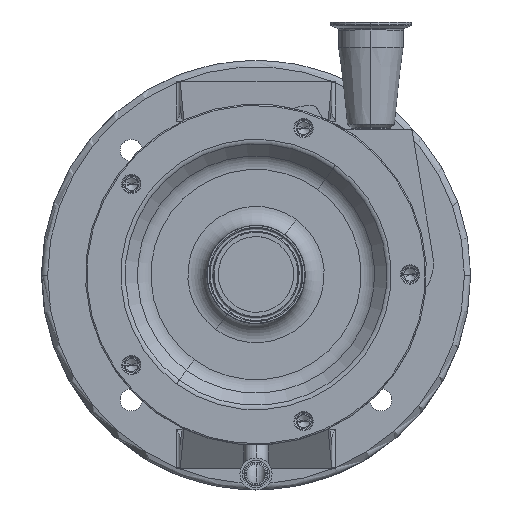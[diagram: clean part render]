
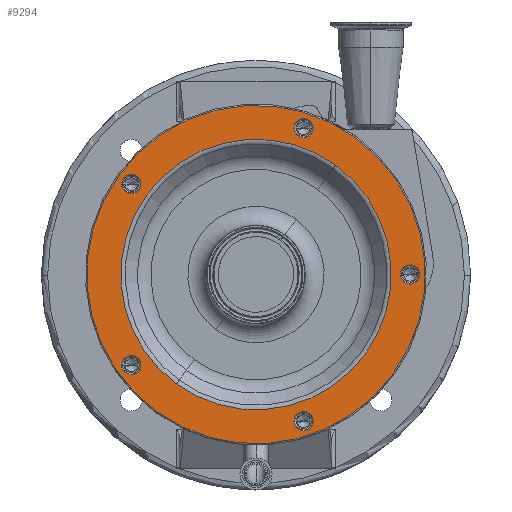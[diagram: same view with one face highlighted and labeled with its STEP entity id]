
A CAD part, top view. The second image highlights one B-rep face of the part: STEP entity #9294.
In plain terms, the highlighted planar face has unit normal (0, 0, 1).
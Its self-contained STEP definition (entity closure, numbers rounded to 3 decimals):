
#125 = AXIS2_PLACEMENT_3D ( 'NONE', #453, #1634, #13325 ) ;
#309 = EDGE_LOOP ( 'NONE', ( #4015, #4296 ) ) ;
#333 = CARTESIAN_POINT ( 'NONE',  ( 42.193, -109.845, 81. ) ) ;
#453 = CARTESIAN_POINT ( 'NONE',  ( 37.7, -116.029, 81. ) ) ;
#584 = ORIENTED_EDGE ( 'NONE', *, *, #12830, .T. ) ;
#851 = VERTEX_POINT ( 'NONE', #8818 ) ;
#1091 = ORIENTED_EDGE ( 'NONE', *, *, #2811, .T. ) ;
#1112 = DIRECTION ( 'NONE',  ( -0.588, -0.809, 0. ) ) ;
#1191 = AXIS2_PLACEMENT_3D ( 'NONE', #2599, #4744, #7922 ) ;
#1195 = EDGE_CURVE ( 'NONE', #1320, #8271, #6106, .T. ) ;
#1207 = FACE_BOUND ( 'NONE', #9314, .T. ) ;
#1237 = ORIENTED_EDGE ( 'NONE', *, *, #13516, .T. ) ;
#1320 = VERTEX_POINT ( 'NONE', #6131 ) ;
#1390 = CARTESIAN_POINT ( 'NONE',  ( 0., 0., 81. ) ) ;
#1468 = CARTESIAN_POINT ( 'NONE',  ( 33.207, -122.213, 81. ) ) ;
#1634 = DIRECTION ( 'NONE',  ( 0., 0., -1. ) ) ;
#1791 = VERTEX_POINT ( 'NONE', #4307 ) ;
#1825 = CARTESIAN_POINT ( 'NONE',  ( 37.7, -116.029, 81. ) ) ;
#1833 = DIRECTION ( 'NONE',  ( 0., 0., -1. ) ) ;
#1890 = ORIENTED_EDGE ( 'NONE', *, *, #1195, .T. ) ;
#2009 = ORIENTED_EDGE ( 'NONE', *, *, #11034, .F. ) ;
#2049 = PLANE ( 'NONE',  #9402 ) ;
#2094 = DIRECTION ( 'NONE',  ( 0., 0., -1. ) ) ;
#2098 = VERTEX_POINT ( 'NONE', #9624 ) ;
#2169 = CARTESIAN_POINT ( 'NONE',  ( 33.207, 109.845, 81. ) ) ;
#2343 = EDGE_LOOP ( 'NONE', ( #1237, #6719 ) ) ;
#2350 = CARTESIAN_POINT ( 'NONE',  ( 37.7, 116.029, 81. ) ) ;
#2367 = AXIS2_PLACEMENT_3D ( 'NONE', #7881, #2556, #5747 ) ;
#2556 = DIRECTION ( 'NONE',  ( 0., 0., -1. ) ) ;
#2599 = CARTESIAN_POINT ( 'NONE',  ( -98.7, -71.71, 81. ) ) ;
#2665 = CARTESIAN_POINT ( 'NONE',  ( -78.763, -108.408, 81. ) ) ;
#2811 = EDGE_CURVE ( 'NONE', #4356, #851, #4576, .T. ) ;
#2873 = CARTESIAN_POINT ( 'NONE',  ( -103.193, -77.894, 81. ) ) ;
#3310 = EDGE_CURVE ( 'NONE', #8271, #1320, #9172, .T. ) ;
#3635 = ORIENTED_EDGE ( 'NONE', *, *, #7627, .F. ) ;
#3930 = CIRCLE ( 'NONE', #12142, 134. ) ;
#3995 = CARTESIAN_POINT ( 'NONE',  ( -98.7, 71.71, 81. ) ) ;
#4015 = ORIENTED_EDGE ( 'NONE', *, *, #6866, .T. ) ;
#4174 = CIRCLE ( 'NONE', #5703, 7.644 ) ;
#4205 = FACE_BOUND ( 'NONE', #309, .T. ) ;
#4252 = DIRECTION ( 'NONE',  ( -0.588, -0.809, 0. ) ) ;
#4296 = ORIENTED_EDGE ( 'NONE', *, *, #7934, .T. ) ;
#4307 = CARTESIAN_POINT ( 'NONE',  ( -62.935, -86.622, 81. ) ) ;
#4356 = VERTEX_POINT ( 'NONE', #9121 ) ;
#4536 = DIRECTION ( 'NONE',  ( 0., 0., -1. ) ) ;
#4576 = CIRCLE ( 'NONE', #2367, 7.644 ) ;
#4651 = CIRCLE ( 'NONE', #9287, 7.644 ) ;
#4744 = DIRECTION ( 'NONE',  ( 0., 0., -1. ) ) ;
#4851 = CIRCLE ( 'NONE', #7517, 7.644 ) ;
#4971 = VERTEX_POINT ( 'NONE', #333 ) ;
#5034 = DIRECTION ( 'NONE',  ( 0., 0., -1. ) ) ;
#5069 = ORIENTED_EDGE ( 'NONE', *, *, #11547, .T. ) ;
#5188 = EDGE_LOOP ( 'NONE', ( #8441, #12058 ) ) ;
#5231 = FACE_BOUND ( 'NONE', #2343, .T. ) ;
#5309 = VERTEX_POINT ( 'NONE', #8922 ) ;
#5363 = EDGE_CURVE ( 'NONE', #12234, #4971, #12104, .T. ) ;
#5693 = AXIS2_PLACEMENT_3D ( 'NONE', #8184, #8648, #9217 ) ;
#5703 = AXIS2_PLACEMENT_3D ( 'NONE', #2350, #7342, #6320 ) ;
#5705 = CARTESIAN_POINT ( 'NONE',  ( -98.7, 71.71, 81. ) ) ;
#5747 = DIRECTION ( 'NONE',  ( -0.588, -0.809, 0. ) ) ;
#6106 = CIRCLE ( 'NONE', #8535, 7.644 ) ;
#6131 = CARTESIAN_POINT ( 'NONE',  ( -94.207, 77.894, 81. ) ) ;
#6320 = DIRECTION ( 'NONE',  ( -0.588, -0.809, 0. ) ) ;
#6347 = DIRECTION ( 'NONE',  ( -0.588, -0.809, 0. ) ) ;
#6372 = ORIENTED_EDGE ( 'NONE', *, *, #3310, .T. ) ;
#6421 = FACE_OUTER_BOUND ( 'NONE', #7244, .T. ) ;
#6544 = VERTEX_POINT ( 'NONE', #2665 ) ;
#6719 = ORIENTED_EDGE ( 'NONE', *, *, #5363, .T. ) ;
#6825 = DIRECTION ( 'NONE',  ( 0., 0., -1. ) ) ;
#6866 = EDGE_CURVE ( 'NONE', #7407, #7411, #4851, .T. ) ;
#6980 = EDGE_LOOP ( 'NONE', ( #584, #8597 ) ) ;
#7244 = EDGE_LOOP ( 'NONE', ( #3635, #2009 ) ) ;
#7342 = DIRECTION ( 'NONE',  ( 0., 0., -1. ) ) ;
#7407 = VERTEX_POINT ( 'NONE', #13527 ) ;
#7411 = VERTEX_POINT ( 'NONE', #2873 ) ;
#7517 = AXIS2_PLACEMENT_3D ( 'NONE', #10321, #5034, #12426 ) ;
#7587 = DIRECTION ( 'NONE',  ( -0.588, -0.809, 0. ) ) ;
#7627 = EDGE_CURVE ( 'NONE', #6544, #2098, #13384, .T. ) ;
#7702 = CARTESIAN_POINT ( 'NONE',  ( -103.193, 65.526, 81. ) ) ;
#7830 = DIRECTION ( 'NONE',  ( -0.588, -0.809, 0. ) ) ;
#7881 = CARTESIAN_POINT ( 'NONE',  ( 122., 0., 81. ) ) ;
#7922 = DIRECTION ( 'NONE',  ( -0.588, -0.809, 0. ) ) ;
#7934 = EDGE_CURVE ( 'NONE', #7411, #7407, #9823, .T. ) ;
#8184 = CARTESIAN_POINT ( 'NONE',  ( 122., 0., 81. ) ) ;
#8185 = CARTESIAN_POINT ( 'NONE',  ( 37.7, 116.029, 81. ) ) ;
#8271 = VERTEX_POINT ( 'NONE', #7702 ) ;
#8276 = CARTESIAN_POINT ( 'NONE',  ( -108.408, 78.763, 81. ) ) ;
#8422 = AXIS2_PLACEMENT_3D ( 'NONE', #1825, #13643, #11403 ) ;
#8441 = ORIENTED_EDGE ( 'NONE', *, *, #9909, .T. ) ;
#8535 = AXIS2_PLACEMENT_3D ( 'NONE', #5705, #6825, #13311 ) ;
#8559 = FACE_BOUND ( 'NONE', #6980, .T. ) ;
#8597 = ORIENTED_EDGE ( 'NONE', *, *, #11315, .T. ) ;
#8624 = DIRECTION ( 'NONE',  ( 0., 0., -1. ) ) ;
#8648 = DIRECTION ( 'NONE',  ( 0., 0., -1. ) ) ;
#8698 = AXIS2_PLACEMENT_3D ( 'NONE', #1390, #13228, #7830 ) ;
#8730 = AXIS2_PLACEMENT_3D ( 'NONE', #3995, #1833, #6347 ) ;
#8800 = CIRCLE ( 'NONE', #11473, 107.071 ) ;
#8818 = CARTESIAN_POINT ( 'NONE',  ( 117.507, -6.184, 81. ) ) ;
#8839 = CIRCLE ( 'NONE', #13759, 107.071 ) ;
#8922 = CARTESIAN_POINT ( 'NONE',  ( 42.193, 122.213, 81. ) ) ;
#9121 = CARTESIAN_POINT ( 'NONE',  ( 126.493, 6.184, 81. ) ) ;
#9172 = CIRCLE ( 'NONE', #8730, 7.644 ) ;
#9217 = DIRECTION ( 'NONE',  ( -0.588, -0.809, 0. ) ) ;
#9230 = CARTESIAN_POINT ( 'NONE',  ( 62.935, 86.622, 81. ) ) ;
#9287 = AXIS2_PLACEMENT_3D ( 'NONE', #8185, #11675, #1112 ) ;
#9294 = ADVANCED_FACE ( 'NONE', ( #11562, #1207, #5231, #4205, #10508, #6421, #8559 ), #2049, .F. ) ;
#9314 = EDGE_LOOP ( 'NONE', ( #1091, #5069 ) ) ;
#9326 = EDGE_LOOP ( 'NONE', ( #1890, #6372 ) ) ;
#9402 = AXIS2_PLACEMENT_3D ( 'NONE', #8276, #9479, #13737 ) ;
#9479 = DIRECTION ( 'NONE',  ( 0., 0., -1. ) ) ;
#9624 = CARTESIAN_POINT ( 'NONE',  ( 78.763, 108.408, 81. ) ) ;
#9823 = CIRCLE ( 'NONE', #1191, 7.644 ) ;
#9909 = EDGE_CURVE ( 'NONE', #5309, #11302, #4651, .T. ) ;
#10321 = CARTESIAN_POINT ( 'NONE',  ( -98.7, -71.71, 81. ) ) ;
#10508 = FACE_BOUND ( 'NONE', #9326, .T. ) ;
#10850 = CARTESIAN_POINT ( 'NONE',  ( 0., 0., 81. ) ) ;
#11034 = EDGE_CURVE ( 'NONE', #2098, #6544, #3930, .T. ) ;
#11187 = VERTEX_POINT ( 'NONE', #9230 ) ;
#11302 = VERTEX_POINT ( 'NONE', #2169 ) ;
#11315 = EDGE_CURVE ( 'NONE', #11187, #1791, #8800, .T. ) ;
#11403 = DIRECTION ( 'NONE',  ( -0.588, -0.809, 0. ) ) ;
#11473 = AXIS2_PLACEMENT_3D ( 'NONE', #11607, #2094, #4252 ) ;
#11542 = CIRCLE ( 'NONE', #8422, 7.644 ) ;
#11547 = EDGE_CURVE ( 'NONE', #851, #4356, #11717, .T. ) ;
#11562 = FACE_BOUND ( 'NONE', #5188, .T. ) ;
#11607 = CARTESIAN_POINT ( 'NONE',  ( 0., 0., 81. ) ) ;
#11675 = DIRECTION ( 'NONE',  ( 0., 0., -1. ) ) ;
#11717 = CIRCLE ( 'NONE', #5693, 7.644 ) ;
#11841 = DIRECTION ( 'NONE',  ( -0.588, -0.809, 0. ) ) ;
#11925 = CARTESIAN_POINT ( 'NONE',  ( 0., 0., 81. ) ) ;
#11929 = EDGE_CURVE ( 'NONE', #11302, #5309, #4174, .T. ) ;
#12058 = ORIENTED_EDGE ( 'NONE', *, *, #11929, .T. ) ;
#12104 = CIRCLE ( 'NONE', #125, 7.644 ) ;
#12142 = AXIS2_PLACEMENT_3D ( 'NONE', #10850, #8624, #11841 ) ;
#12234 = VERTEX_POINT ( 'NONE', #1468 ) ;
#12426 = DIRECTION ( 'NONE',  ( -0.588, -0.809, 0. ) ) ;
#12830 = EDGE_CURVE ( 'NONE', #1791, #11187, #8839, .T. ) ;
#13228 = DIRECTION ( 'NONE',  ( 0., 0., -1. ) ) ;
#13311 = DIRECTION ( 'NONE',  ( -0.588, -0.809, 0. ) ) ;
#13325 = DIRECTION ( 'NONE',  ( -0.588, -0.809, 0. ) ) ;
#13384 = CIRCLE ( 'NONE', #8698, 134. ) ;
#13516 = EDGE_CURVE ( 'NONE', #4971, #12234, #11542, .T. ) ;
#13527 = CARTESIAN_POINT ( 'NONE',  ( -94.207, -65.526, 81. ) ) ;
#13643 = DIRECTION ( 'NONE',  ( 0., 0., -1. ) ) ;
#13737 = DIRECTION ( 'NONE',  ( -0.588, -0.809, 0. ) ) ;
#13759 = AXIS2_PLACEMENT_3D ( 'NONE', #11925, #4536, #7587 ) ;
